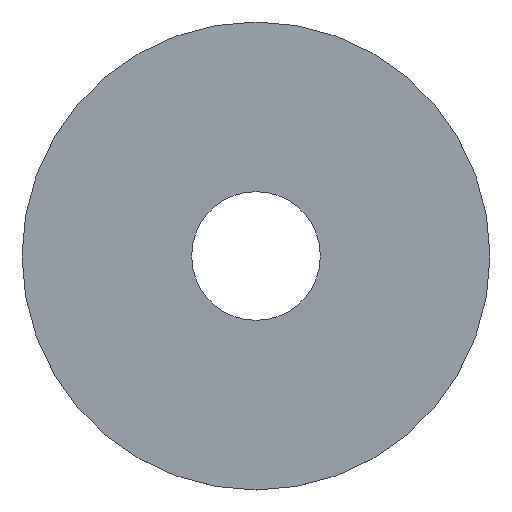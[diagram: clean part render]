
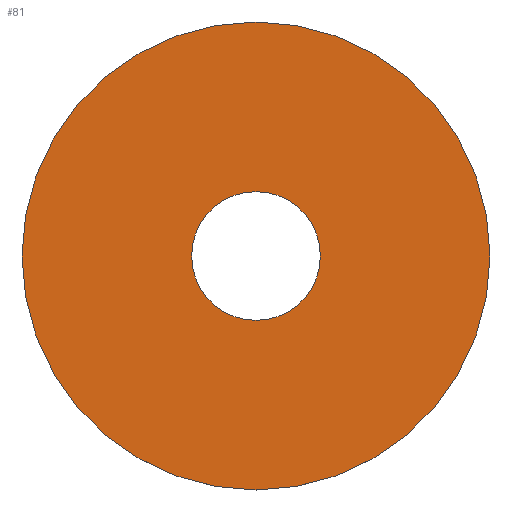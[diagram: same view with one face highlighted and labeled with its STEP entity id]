
A CAD part, top view. The second image highlights one B-rep face of the part: STEP entity #81.
In plain terms, the highlighted planar face has unit normal (0, 0, 1).
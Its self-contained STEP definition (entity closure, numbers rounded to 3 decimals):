
#5 = DIRECTION ( 'NONE',  ( 0., 0., 1. ) ) ;
#9 = DIRECTION ( 'NONE',  ( 0., 1., 0. ) ) ;
#18 = DIRECTION ( 'NONE',  ( 0., 0., -1. ) ) ;
#24 = CARTESIAN_POINT ( 'NONE',  ( 0., 40., 1. ) ) ;
#30 = ORIENTED_EDGE ( 'NONE', *, *, #145, .T. ) ;
#48 = AXIS2_PLACEMENT_3D ( 'NONE', #161, #135, #128 ) ;
#53 = DIRECTION ( 'NONE',  ( 0., -1., 0. ) ) ;
#59 = AXIS2_PLACEMENT_3D ( 'NONE', #69, #18, #9 ) ;
#66 = FACE_OUTER_BOUND ( 'NONE', #78, .T. ) ;
#69 = CARTESIAN_POINT ( 'NONE',  ( 0., 0., 1. ) ) ;
#78 = EDGE_LOOP ( 'NONE', ( #147 ) ) ;
#81 = ADVANCED_FACE ( 'NONE', ( #142, #66 ), #125, .T. ) ;
#82 = VERTEX_POINT ( 'NONE', #136 ) ;
#89 = AXIS2_PLACEMENT_3D ( 'NONE', #24, #5, #53 ) ;
#90 = EDGE_LOOP ( 'NONE', ( #30 ) ) ;
#98 = CIRCLE ( 'NONE', #48, 40. ) ;
#111 = CARTESIAN_POINT ( 'NONE',  ( 0., 11., 1. ) ) ;
#112 = VERTEX_POINT ( 'NONE', #111 ) ;
#120 = CIRCLE ( 'NONE', #59, 11. ) ;
#125 = PLANE ( 'NONE',  #89 ) ;
#127 = EDGE_CURVE ( 'NONE', #82, #82, #98, .T. ) ;
#128 = DIRECTION ( 'NONE',  ( 0., 1., 0. ) ) ;
#135 = DIRECTION ( 'NONE',  ( 0., 0., -1. ) ) ;
#136 = CARTESIAN_POINT ( 'NONE',  ( 0., 40., 1. ) ) ;
#142 = FACE_BOUND ( 'NONE', #90, .T. ) ;
#145 = EDGE_CURVE ( 'NONE', #112, #112, #120, .T. ) ;
#147 = ORIENTED_EDGE ( 'NONE', *, *, #127, .F. ) ;
#161 = CARTESIAN_POINT ( 'NONE',  ( 0., 0., 1. ) ) ;
